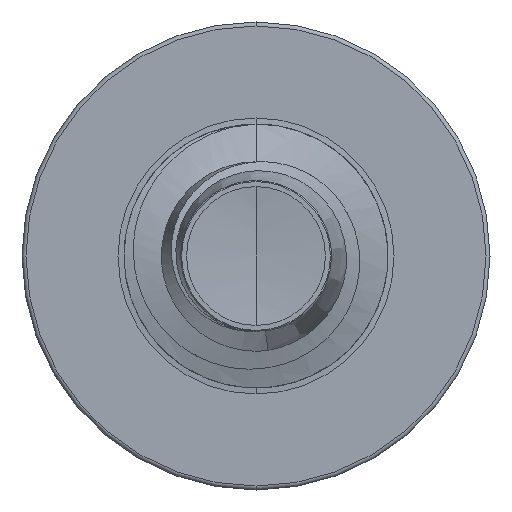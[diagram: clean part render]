
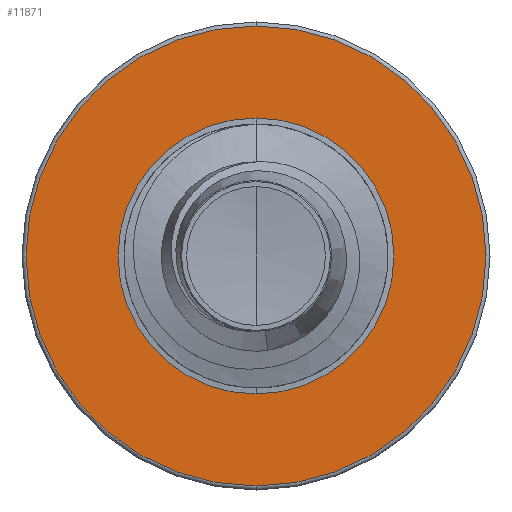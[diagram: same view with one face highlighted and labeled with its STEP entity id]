
A CAD part, front view. The second image highlights one B-rep face of the part: STEP entity #11871.
In plain terms, the highlighted planar face has unit normal (0, -1, 0).
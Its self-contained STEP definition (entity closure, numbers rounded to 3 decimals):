
#124 = DIRECTION ( 'NONE',  ( 0., 1., 0. ) ) ;
#1683 = VERTEX_POINT ( 'NONE', #2423 ) ;
#1893 = CARTESIAN_POINT ( 'NONE',  ( 0., 4., 0. ) ) ;
#2290 = EDGE_CURVE ( 'NONE', #1683, #8851, #3674, .T. ) ;
#2423 = CARTESIAN_POINT ( 'NONE',  ( 0., 4., -1.15 ) ) ;
#3044 = EDGE_CURVE ( 'NONE', #8851, #1683, #10634, .T. ) ;
#3490 = AXIS2_PLACEMENT_3D ( 'NONE', #3554, #124, #4011 ) ;
#3554 = CARTESIAN_POINT ( 'NONE',  ( 0., 4., 0. ) ) ;
#3658 = CARTESIAN_POINT ( 'NONE',  ( 0., 4., -1.917 ) ) ;
#3674 = CIRCLE ( 'NONE', #3877, 1.15 ) ;
#3851 = DIRECTION ( 'NONE',  ( 0., 0., 1. ) ) ;
#3868 = DIRECTION ( 'NONE',  ( 0., 1., 0. ) ) ;
#3877 = AXIS2_PLACEMENT_3D ( 'NONE', #1893, #7049, #11128 ) ;
#3893 = CARTESIAN_POINT ( 'NONE',  ( 0., 4., 0. ) ) ;
#4011 = DIRECTION ( 'NONE',  ( 0., 0., 1. ) ) ;
#4412 = AXIS2_PLACEMENT_3D ( 'NONE', #10984, #5391, #11699 ) ;
#5202 = DIRECTION ( 'NONE',  ( 0., 1., 0. ) ) ;
#5391 = DIRECTION ( 'NONE',  ( 0., 1., 0. ) ) ;
#7049 = DIRECTION ( 'NONE',  ( 0., 1., 0. ) ) ;
#7227 = EDGE_LOOP ( 'NONE', ( #9480, #12436 ) ) ;
#7637 = CIRCLE ( 'NONE', #12956, 1.917 ) ;
#7925 = CIRCLE ( 'NONE', #4412, 1.917 ) ;
#8370 = CARTESIAN_POINT ( 'NONE',  ( 0., 4., 1.15 ) ) ;
#8425 = ORIENTED_EDGE ( 'NONE', *, *, #2290, .T. ) ;
#8696 = AXIS2_PLACEMENT_3D ( 'NONE', #10889, #5202, #11616 ) ;
#8738 = ORIENTED_EDGE ( 'NONE', *, *, #3044, .T. ) ;
#8851 = VERTEX_POINT ( 'NONE', #8370 ) ;
#9480 = ORIENTED_EDGE ( 'NONE', *, *, #12387, .F. ) ;
#9739 = VERTEX_POINT ( 'NONE', #3658 ) ;
#10333 = FACE_BOUND ( 'NONE', #11483, .T. ) ;
#10634 = CIRCLE ( 'NONE', #3490, 1.15 ) ;
#10854 = PLANE ( 'NONE',  #8696 ) ;
#10889 = CARTESIAN_POINT ( 'NONE',  ( 0., 4., -1.15 ) ) ;
#10984 = CARTESIAN_POINT ( 'NONE',  ( 0., 4., 0. ) ) ;
#11128 = DIRECTION ( 'NONE',  ( 0., 0., 1. ) ) ;
#11351 = EDGE_CURVE ( 'NONE', #9739, #11969, #7637, .T. ) ;
#11483 = EDGE_LOOP ( 'NONE', ( #8738, #8425 ) ) ;
#11616 = DIRECTION ( 'NONE',  ( 0., 0., 1. ) ) ;
#11699 = DIRECTION ( 'NONE',  ( 0., 0., 1. ) ) ;
#11871 = ADVANCED_FACE ( 'NONE', ( #12003, #10333 ), #10854, .F. ) ;
#11969 = VERTEX_POINT ( 'NONE', #12966 ) ;
#12003 = FACE_OUTER_BOUND ( 'NONE', #7227, .T. ) ;
#12387 = EDGE_CURVE ( 'NONE', #11969, #9739, #7925, .T. ) ;
#12436 = ORIENTED_EDGE ( 'NONE', *, *, #11351, .F. ) ;
#12956 = AXIS2_PLACEMENT_3D ( 'NONE', #3893, #3868, #3851 ) ;
#12966 = CARTESIAN_POINT ( 'NONE',  ( 0., 4., 1.917 ) ) ;
